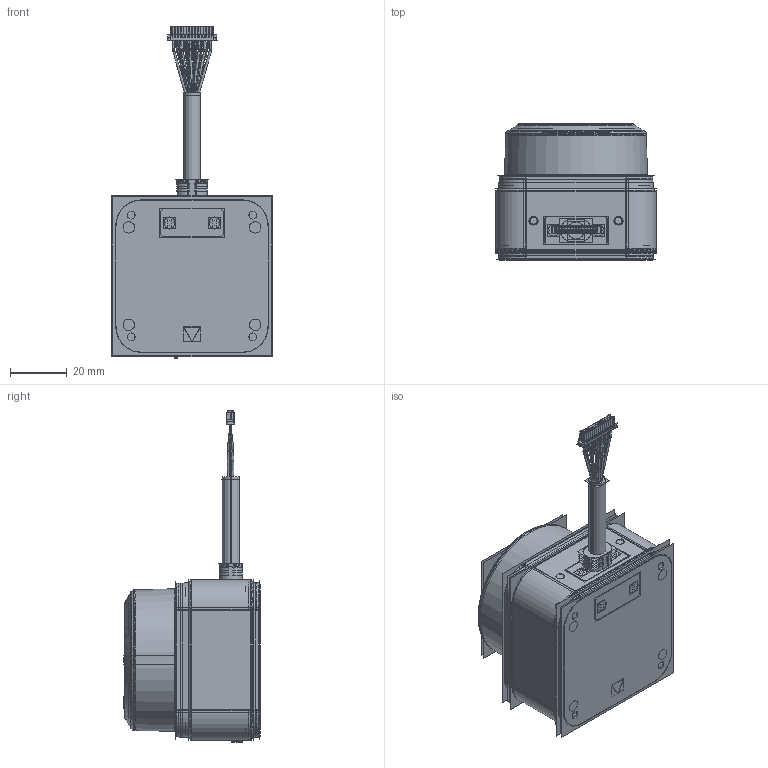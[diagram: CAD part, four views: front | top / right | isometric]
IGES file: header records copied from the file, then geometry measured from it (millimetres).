
Start section:  PTC IGES file: E3_continue_asm.igs
Global section: file name: E3_continue_asm.igs; native system: Creo Parametric by PTC Inc.; preprocessor: 2020154; author: frank.yang; organization: Unknown; date: 20240521.102337; units: millimetre
Bounding box: 56.82 x 48.18 x 117.33 mm (x, y, z)
Surface area: 204021.7 mm2 (no closed solid volume)
Topology: 0 solids, 0 shells, 6248 faces, 96955 edges, 126336 vertices
Faces by surface type: bspline 4072, revolution 2072, extrusion 104
